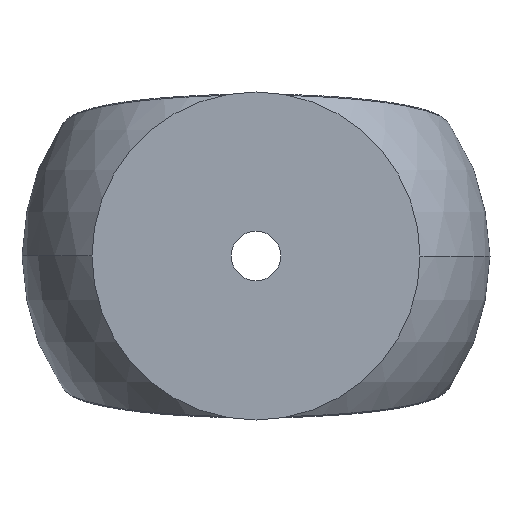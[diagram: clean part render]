
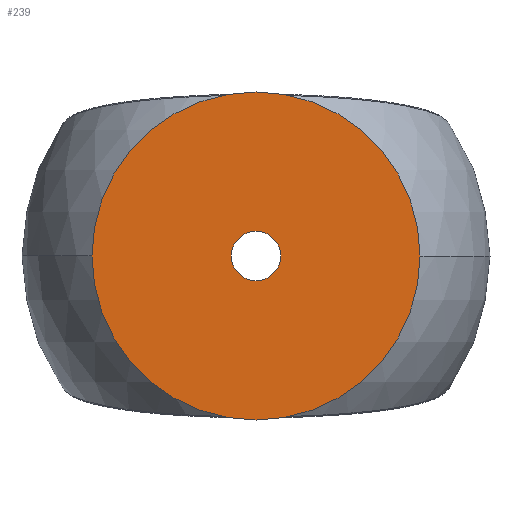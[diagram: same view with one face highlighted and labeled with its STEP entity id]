
A CAD part, front view. The second image highlights one B-rep face of the part: STEP entity #239.
In plain terms, the highlighted planar face has unit normal (0, -1, 0).
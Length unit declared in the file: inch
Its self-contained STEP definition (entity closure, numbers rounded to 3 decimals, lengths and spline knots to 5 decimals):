
#4 = PLANE ( 'NONE',  #2439 ) ;
#18 = DIRECTION ( 'NONE',  ( 0., -1., 0. ) ) ;
#64 = AXIS2_PLACEMENT_3D ( 'NONE', #1638, #2859, #2155 ) ;
#132 = DIRECTION ( 'NONE',  ( 0., 1., 0. ) ) ;
#208 = CARTESIAN_POINT ( 'NONE',  ( 0., 0., 2.64311 ) ) ;
#239 = ADVANCED_FACE ( 'NONE', ( #2474, #2523 ), #4, .T. ) ;
#276 = ORIENTED_EDGE ( 'NONE', *, *, #1294, .T. ) ;
#392 = CARTESIAN_POINT ( 'NONE',  ( 0., 0., 0. ) ) ;
#472 = CIRCLE ( 'NONE', #1766, 2.64311 ) ;
#483 = ORIENTED_EDGE ( 'NONE', *, *, #2103, .T. ) ;
#724 = DIRECTION ( 'NONE',  ( 0., 0., -1. ) ) ;
#849 = VERTEX_POINT ( 'NONE', #2019 ) ;
#911 = ORIENTED_EDGE ( 'NONE', *, *, #1180, .T. ) ;
#991 = CIRCLE ( 'NONE', #64, 17.5 ) ;
#1023 = CIRCLE ( 'NONE', #2802, 2.64311 ) ;
#1034 = CARTESIAN_POINT ( 'NONE',  ( 0., 0., 0. ) ) ;
#1118 = DIRECTION ( 'NONE',  ( 0., 0., 1. ) ) ;
#1180 = EDGE_CURVE ( 'NONE', #2268, #3070, #991, .T. ) ;
#1294 = EDGE_CURVE ( 'NONE', #3100, #849, #472, .T. ) ;
#1333 = EDGE_LOOP ( 'NONE', ( #911, #483 ) ) ;
#1435 = AXIS2_PLACEMENT_3D ( 'NONE', #2232, #18, #2051 ) ;
#1578 = ORIENTED_EDGE ( 'NONE', *, *, #2579, .T. ) ;
#1638 = CARTESIAN_POINT ( 'NONE',  ( 0., 0., 0. ) ) ;
#1766 = AXIS2_PLACEMENT_3D ( 'NONE', #392, #132, #1118 ) ;
#1854 = DIRECTION ( 'NONE',  ( 0., 0., 1. ) ) ;
#1931 = CARTESIAN_POINT ( 'NONE',  ( 0., 0., 17.5 ) ) ;
#2019 = CARTESIAN_POINT ( 'NONE',  ( 0., 0., -2.64311 ) ) ;
#2021 = DIRECTION ( 'NONE',  ( 0., -1., 0. ) ) ;
#2051 = DIRECTION ( 'NONE',  ( 0., 0., -1. ) ) ;
#2103 = EDGE_CURVE ( 'NONE', #3070, #2268, #3035, .T. ) ;
#2155 = DIRECTION ( 'NONE',  ( 0., 0., -1. ) ) ;
#2232 = CARTESIAN_POINT ( 'NONE',  ( 0., 0., 0. ) ) ;
#2268 = VERTEX_POINT ( 'NONE', #2603 ) ;
#2342 = CARTESIAN_POINT ( 'NONE',  ( 0., 0., 0. ) ) ;
#2439 = AXIS2_PLACEMENT_3D ( 'NONE', #1034, #2021, #724 ) ;
#2474 = FACE_BOUND ( 'NONE', #3006, .T. ) ;
#2523 = FACE_OUTER_BOUND ( 'NONE', #1333, .T. ) ;
#2579 = EDGE_CURVE ( 'NONE', #849, #3100, #1023, .T. ) ;
#2597 = DIRECTION ( 'NONE',  ( 0., 1., 0. ) ) ;
#2603 = CARTESIAN_POINT ( 'NONE',  ( 0., 0., -17.5 ) ) ;
#2802 = AXIS2_PLACEMENT_3D ( 'NONE', #2342, #2597, #1854 ) ;
#2859 = DIRECTION ( 'NONE',  ( 0., -1., 0. ) ) ;
#3006 = EDGE_LOOP ( 'NONE', ( #276, #1578 ) ) ;
#3035 = CIRCLE ( 'NONE', #1435, 17.5 ) ;
#3070 = VERTEX_POINT ( 'NONE', #1931 ) ;
#3100 = VERTEX_POINT ( 'NONE', #208 ) ;
